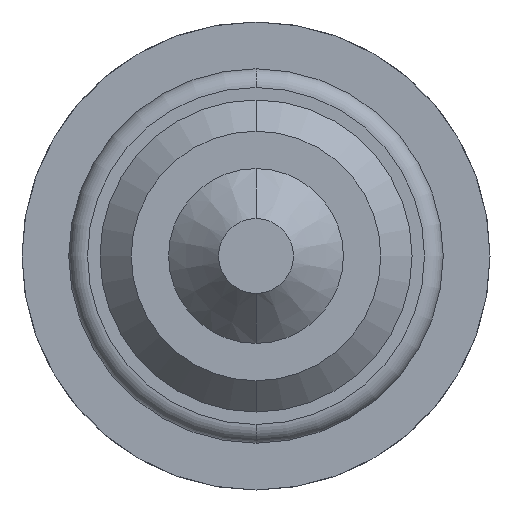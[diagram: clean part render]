
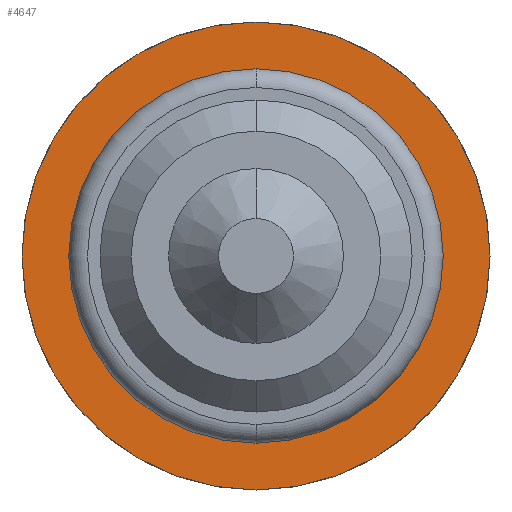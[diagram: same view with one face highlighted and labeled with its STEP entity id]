
A CAD part, front view. The second image highlights one B-rep face of the part: STEP entity #4647.
In plain terms, the highlighted planar face has unit normal (0, -1, 0).
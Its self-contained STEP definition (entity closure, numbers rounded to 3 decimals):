
#246 = EDGE_LOOP ( 'NONE', ( #2221, #966 ) ) ;
#476 = EDGE_CURVE ( 'Defeature ausgef�hrt2_5+Defeature ausgef�hrt2_6+Defeature ausgef�hrt2_6+Defeature ausgef�hrt2_6', #2050, #3126, #4636, .T. ) ;
#625 = CARTESIAN_POINT ( 'NONE',  ( 0., 20., 0. ) ) ;
#655 = CIRCLE ( 'NONE', #2638, 1.5 ) ;
#685 = VERTEX_POINT ( 'NONE', #3418 ) ;
#696 = VERTEX_POINT ( 'NONE', #1934 ) ;
#966 = ORIENTED_EDGE ( 'NONE', *, *, #2715, .T. ) ;
#973 = DIRECTION ( 'NONE',  ( 0., -1., 0. ) ) ;
#1075 = ORIENTED_EDGE ( 'NONE', *, *, #4790, .F. ) ;
#1302 = AXIS2_PLACEMENT_3D ( 'NONE', #625, #973, #1764 ) ;
#1357 = EDGE_LOOP ( 'NONE', ( #2246, #1075 ) ) ;
#1640 = EDGE_CURVE ( 'Defeature ausgef�hrt2_4+Defeature ausgef�hrt2_5+Defeature ausgef�hrt2_5+Defeature ausgef�hrt2_5', #685, #696, #655, .T. ) ;
#1726 = CARTESIAN_POINT ( 'NONE',  ( 0., 20., 0. ) ) ;
#1764 = DIRECTION ( 'NONE',  ( 0., 0., -1. ) ) ;
#1934 = CARTESIAN_POINT ( 'NONE',  ( 0., 20., 1.5 ) ) ;
#2050 = VERTEX_POINT ( 'NONE', #4431 ) ;
#2089 = DIRECTION ( 'NONE',  ( 0., -1., 0. ) ) ;
#2221 = ORIENTED_EDGE ( 'NONE', *, *, #476, .T. ) ;
#2246 = ORIENTED_EDGE ( 'NONE', *, *, #1640, .F. ) ;
#2340 = DIRECTION ( 'NONE',  ( 0., 0., -1. ) ) ;
#2380 = AXIS2_PLACEMENT_3D ( 'NONE', #1726, #2460, #3956 ) ;
#2422 = CIRCLE ( 'NONE', #2735, 1.5 ) ;
#2460 = DIRECTION ( 'NONE',  ( 0., -1., 0. ) ) ;
#2638 = AXIS2_PLACEMENT_3D ( 'NONE', #2976, #3337, #3719 ) ;
#2715 = EDGE_CURVE ( 'Defeature ausgef�hrt2_5+Defeature ausgef�hrt2_6+Defeature ausgef�hrt2_6+Defeature ausgef�hrt2_6', #3126, #2050, #4566, .T. ) ;
#2735 = AXIS2_PLACEMENT_3D ( 'NONE', #4365, #2089, #3185 ) ;
#2976 = CARTESIAN_POINT ( 'NONE',  ( 0., 20., 0. ) ) ;
#3121 = PLANE ( 'NONE',  #3940 ) ;
#3126 = VERTEX_POINT ( 'NONE', #3998 ) ;
#3139 = DIRECTION ( 'NONE',  ( 0., -1., 0. ) ) ;
#3185 = DIRECTION ( 'NONE',  ( 0., 0., -1. ) ) ;
#3337 = DIRECTION ( 'NONE',  ( 0., -1., 0. ) ) ;
#3418 = CARTESIAN_POINT ( 'NONE',  ( 0., 20., -1.5 ) ) ;
#3657 = FACE_BOUND ( 'NONE', #1357, .T. ) ;
#3719 = DIRECTION ( 'NONE',  ( 0., 0., -1. ) ) ;
#3895 = CARTESIAN_POINT ( 'NONE',  ( 1.5, 20., 0. ) ) ;
#3940 = AXIS2_PLACEMENT_3D ( 'NONE', #3895, #3139, #2340 ) ;
#3956 = DIRECTION ( 'NONE',  ( 0., 0., -1. ) ) ;
#3998 = CARTESIAN_POINT ( 'NONE',  ( 0., 20., 1.875 ) ) ;
#4075 = FACE_OUTER_BOUND ( 'NONE', #246, .T. ) ;
#4365 = CARTESIAN_POINT ( 'NONE',  ( 0., 20., 0. ) ) ;
#4431 = CARTESIAN_POINT ( 'NONE',  ( 0., 20., -1.875 ) ) ;
#4566 = CIRCLE ( 'NONE', #2380, 1.875 ) ;
#4636 = CIRCLE ( 'NONE', #1302, 1.875 ) ;
#4647 = ADVANCED_FACE ( 'Defeature ausgef�hrt2_5', ( #4075, #3657 ), #3121, .T. ) ;
#4790 = EDGE_CURVE ( 'Defeature ausgef�hrt2_4+Defeature ausgef�hrt2_5+Defeature ausgef�hrt2_5+Defeature ausgef�hrt2_5', #696, #685, #2422, .T. ) ;
